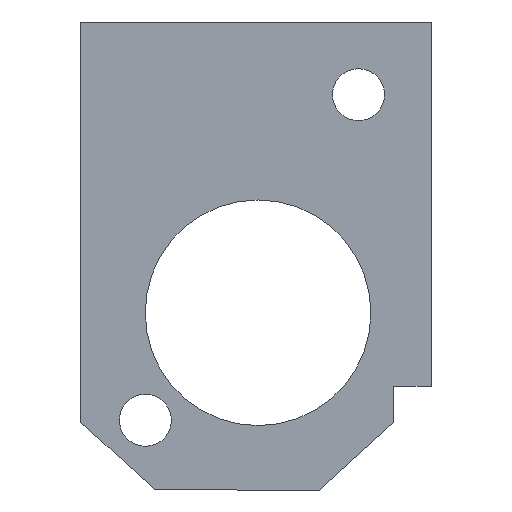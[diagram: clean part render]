
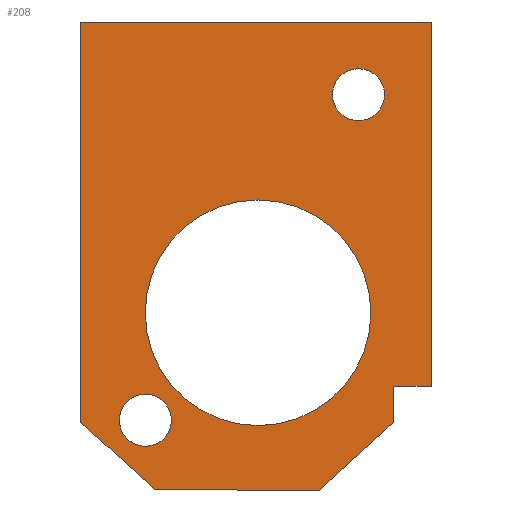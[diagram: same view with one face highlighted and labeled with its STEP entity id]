
A CAD part, front view. The second image highlights one B-rep face of the part: STEP entity #208.
In plain terms, the highlighted planar face has unit normal (0, -1, 0).
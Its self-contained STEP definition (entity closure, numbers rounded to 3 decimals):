
#5 = AXIS2_PLACEMENT_3D ( 'NONE', #552, #419, #34 ) ;
#8 = CARTESIAN_POINT ( 'NONE',  ( 28., 36.4, 43. ) ) ;
#12 = ORIENTED_EDGE ( 'NONE', *, *, #95, .F. ) ;
#14 = EDGE_CURVE ( 'NONE', #280, #547, #340, .T. ) ;
#28 = VERTEX_POINT ( 'NONE', #288 ) ;
#29 = CARTESIAN_POINT ( 'NONE',  ( 19.923, 36.4, 9.2 ) ) ;
#33 = VERTEX_POINT ( 'NONE', #72 ) ;
#34 = DIRECTION ( 'NONE',  ( 0., 0., 1. ) ) ;
#35 = CARTESIAN_POINT ( 'NONE',  ( 15.5, 36.4, 30.15 ) ) ;
#38 = ORIENTED_EDGE ( 'NONE', *, *, #515, .T. ) ;
#41 = DIRECTION ( 'NONE',  ( 0., 1., 0. ) ) ;
#45 = VERTEX_POINT ( 'NONE', #35 ) ;
#51 = FACE_BOUND ( 'NONE', #409, .T. ) ;
#52 = ORIENTED_EDGE ( 'NONE', *, *, #70, .F. ) ;
#63 = ORIENTED_EDGE ( 'NONE', *, *, #501, .T. ) ;
#67 = AXIS2_PLACEMENT_3D ( 'NONE', #90, #180, #389 ) ;
#70 = EDGE_CURVE ( 'NONE', #328, #538, #203, .T. ) ;
#72 = CARTESIAN_POINT ( 'NONE',  ( 2.7, 36.4, 43. ) ) ;
#75 = VECTOR ( 'NONE', #202, 1000. ) ;
#78 = EDGE_CURVE ( 'NONE', #248, #439, #284, .T. ) ;
#83 = ORIENTED_EDGE ( 'NONE', *, *, #369, .F. ) ;
#85 = FACE_OUTER_BOUND ( 'NONE', #434, .T. ) ;
#90 = CARTESIAN_POINT ( 'NONE',  ( 15.5, 36.4, 22. ) ) ;
#94 = DIRECTION ( 'NONE',  ( 0., 0., 1. ) ) ;
#95 = EDGE_CURVE ( 'NONE', #312, #328, #511, .T. ) ;
#98 = DIRECTION ( 'NONE',  ( -0.74, 0., -0.673 ) ) ;
#104 = VERTEX_POINT ( 'NONE', #465 ) ;
#105 = VECTOR ( 'NONE', #493, 1000. ) ;
#106 = CARTESIAN_POINT ( 'NONE',  ( 25.3, 36.4, 16.69 ) ) ;
#111 = CIRCLE ( 'NONE', #5, 1.875 ) ;
#112 = VERTEX_POINT ( 'NONE', #423 ) ;
#114 = VECTOR ( 'NONE', #171, 1000. ) ;
#120 = DIRECTION ( 'NONE',  ( 0., 0., -1. ) ) ;
#124 = DIRECTION ( 'NONE',  ( 0., 0., 1. ) ) ;
#126 = DIRECTION ( 'NONE',  ( -1., 0., 0. ) ) ;
#127 = EDGE_CURVE ( 'NONE', #45, #269, #217, .T. ) ;
#144 = CARTESIAN_POINT ( 'NONE',  ( 15.5, 36.4, 13.85 ) ) ;
#146 = DIRECTION ( 'NONE',  ( 0., 0., 1. ) ) ;
#161 = EDGE_CURVE ( 'NONE', #33, #280, #524, .T. ) ;
#162 = CARTESIAN_POINT ( 'NONE',  ( 15.5, 36.4, 22. ) ) ;
#171 = DIRECTION ( 'NONE',  ( 1., 0., 0. ) ) ;
#173 = VECTOR ( 'NONE', #126, 1000. ) ;
#180 = DIRECTION ( 'NONE',  ( 0., 1., 0. ) ) ;
#182 = FACE_BOUND ( 'NONE', #278, .T. ) ;
#184 = CARTESIAN_POINT ( 'NONE',  ( 8.077, 36.4, 9.2 ) ) ;
#186 = ORIENTED_EDGE ( 'NONE', *, *, #287, .T. ) ;
#202 = DIRECTION ( 'NONE',  ( 0., 0., 1. ) ) ;
#203 = LINE ( 'NONE', #459, #499 ) ;
#208 = ADVANCED_FACE ( 'NONE', ( #182, #51, #85, #254 ), #223, .F. ) ;
#214 = EDGE_CURVE ( 'NONE', #112, #312, #479, .T. ) ;
#215 = ORIENTED_EDGE ( 'NONE', *, *, #214, .F. ) ;
#217 = CIRCLE ( 'NONE', #67, 8.15 ) ;
#219 = ORIENTED_EDGE ( 'NONE', *, *, #127, .T. ) ;
#223 = PLANE ( 'NONE',  #408 ) ;
#239 = ORIENTED_EDGE ( 'NONE', *, *, #78, .T. ) ;
#242 = VECTOR ( 'NONE', #374, 1000. ) ;
#248 = VERTEX_POINT ( 'NONE', #476 ) ;
#250 = CARTESIAN_POINT ( 'NONE',  ( 25.3, 36.4, 14.088 ) ) ;
#253 = VECTOR ( 'NONE', #98, 1000. ) ;
#254 = FACE_BOUND ( 'NONE', #378, .T. ) ;
#264 = CIRCLE ( 'NONE', #309, 1.875 ) ;
#269 = VERTEX_POINT ( 'NONE', #144 ) ;
#278 = EDGE_LOOP ( 'NONE', ( #239, #63 ) ) ;
#280 = VERTEX_POINT ( 'NONE', #8 ) ;
#284 = CIRCLE ( 'NONE', #442, 1.875 ) ;
#287 = EDGE_CURVE ( 'NONE', #104, #28, #536, .T. ) ;
#288 = CARTESIAN_POINT ( 'NONE',  ( 22.75, 36.4, 35.875 ) ) ;
#292 = LINE ( 'NONE', #250, #242 ) ;
#308 = AXIS2_PLACEMENT_3D ( 'NONE', #162, #335, #124 ) ;
#309 = AXIS2_PLACEMENT_3D ( 'NONE', #364, #358, #448 ) ;
#310 = CARTESIAN_POINT ( 'NONE',  ( 0., 36.4, 0. ) ) ;
#312 = VERTEX_POINT ( 'NONE', #29 ) ;
#313 = DIRECTION ( 'NONE',  ( 0., 1., 0. ) ) ;
#320 = AXIS2_PLACEMENT_3D ( 'NONE', #533, #313, #146 ) ;
#328 = VERTEX_POINT ( 'NONE', #184 ) ;
#331 = ORIENTED_EDGE ( 'NONE', *, *, #14, .F. ) ;
#332 = CARTESIAN_POINT ( 'NONE',  ( 7.358, 36.4, 12.362 ) ) ;
#334 = EDGE_CURVE ( 'NONE', #28, #104, #264, .T. ) ;
#335 = DIRECTION ( 'NONE',  ( 0., 1., 0. ) ) ;
#340 = LINE ( 'NONE', #418, #481 ) ;
#343 = CARTESIAN_POINT ( 'NONE',  ( 25.3, 36.4, 14.088 ) ) ;
#357 = ORIENTED_EDGE ( 'NONE', *, *, #509, .F. ) ;
#358 = DIRECTION ( 'NONE',  ( 0., 1., 0. ) ) ;
#364 = CARTESIAN_POINT ( 'NONE',  ( 22.75, 36.4, 37.75 ) ) ;
#369 = EDGE_CURVE ( 'NONE', #547, #432, #401, .T. ) ;
#374 = DIRECTION ( 'NONE',  ( 0., 0., -1. ) ) ;
#375 = CARTESIAN_POINT ( 'NONE',  ( 19.923, 36.4, 9.2 ) ) ;
#378 = EDGE_LOOP ( 'NONE', ( #38, #219 ) ) ;
#385 = DIRECTION ( 'NONE',  ( 0., 0., 1. ) ) ;
#389 = DIRECTION ( 'NONE',  ( 0., 0., 1. ) ) ;
#392 = CARTESIAN_POINT ( 'NONE',  ( 28., 36.4, 16.69 ) ) ;
#396 = ORIENTED_EDGE ( 'NONE', *, *, #161, .F. ) ;
#397 = DIRECTION ( 'NONE',  ( 0., 1., 0. ) ) ;
#401 = LINE ( 'NONE', #106, #105 ) ;
#408 = AXIS2_PLACEMENT_3D ( 'NONE', #310, #397, #94 ) ;
#409 = EDGE_LOOP ( 'NONE', ( #186, #502 ) ) ;
#415 = LINE ( 'NONE', #508, #75 ) ;
#418 = CARTESIAN_POINT ( 'NONE',  ( 28., 36.4, 43. ) ) ;
#419 = DIRECTION ( 'NONE',  ( 0., 1., 0. ) ) ;
#423 = CARTESIAN_POINT ( 'NONE',  ( 25.3, 36.4, 14.088 ) ) ;
#426 = DIRECTION ( 'NONE',  ( -0.74, 0., 0.673 ) ) ;
#428 = EDGE_CURVE ( 'NONE', #432, #112, #292, .T. ) ;
#432 = VERTEX_POINT ( 'NONE', #461 ) ;
#434 = EDGE_LOOP ( 'NONE', ( #357, #52, #12, #215, #542, #83, #331, #396 ) ) ;
#436 = CARTESIAN_POINT ( 'NONE',  ( 2.7, 36.4, 43. ) ) ;
#439 = VERTEX_POINT ( 'NONE', #332 ) ;
#442 = AXIS2_PLACEMENT_3D ( 'NONE', #467, #41, #385 ) ;
#448 = DIRECTION ( 'NONE',  ( 0., 0., 1. ) ) ;
#459 = CARTESIAN_POINT ( 'NONE',  ( 8.077, 36.4, 9.2 ) ) ;
#461 = CARTESIAN_POINT ( 'NONE',  ( 25.3, 36.4, 16.69 ) ) ;
#465 = CARTESIAN_POINT ( 'NONE',  ( 22.75, 36.4, 39.625 ) ) ;
#467 = CARTESIAN_POINT ( 'NONE',  ( 7.358, 36.4, 14.237 ) ) ;
#476 = CARTESIAN_POINT ( 'NONE',  ( 7.358, 36.4, 16.112 ) ) ;
#479 = LINE ( 'NONE', #343, #253 ) ;
#481 = VECTOR ( 'NONE', #120, 1000. ) ;
#493 = DIRECTION ( 'NONE',  ( -1., 0., 0. ) ) ;
#497 = CIRCLE ( 'NONE', #308, 8.15 ) ;
#499 = VECTOR ( 'NONE', #426, 1000. ) ;
#501 = EDGE_CURVE ( 'NONE', #439, #248, #111, .T. ) ;
#502 = ORIENTED_EDGE ( 'NONE', *, *, #334, .T. ) ;
#508 = CARTESIAN_POINT ( 'NONE',  ( 2.7, 36.4, 14.088 ) ) ;
#509 = EDGE_CURVE ( 'NONE', #538, #33, #415, .T. ) ;
#511 = LINE ( 'NONE', #375, #173 ) ;
#515 = EDGE_CURVE ( 'NONE', #269, #45, #497, .T. ) ;
#523 = CARTESIAN_POINT ( 'NONE',  ( 2.7, 36.4, 14.088 ) ) ;
#524 = LINE ( 'NONE', #436, #114 ) ;
#533 = CARTESIAN_POINT ( 'NONE',  ( 22.75, 36.4, 37.75 ) ) ;
#536 = CIRCLE ( 'NONE', #320, 1.875 ) ;
#538 = VERTEX_POINT ( 'NONE', #523 ) ;
#542 = ORIENTED_EDGE ( 'NONE', *, *, #428, .F. ) ;
#547 = VERTEX_POINT ( 'NONE', #392 ) ;
#552 = CARTESIAN_POINT ( 'NONE',  ( 7.358, 36.4, 14.237 ) ) ;
